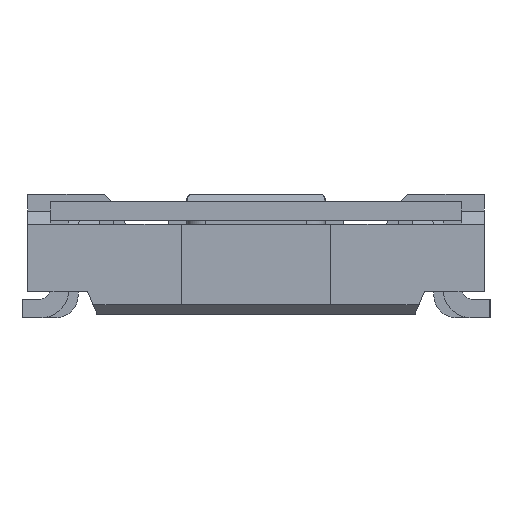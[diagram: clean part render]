
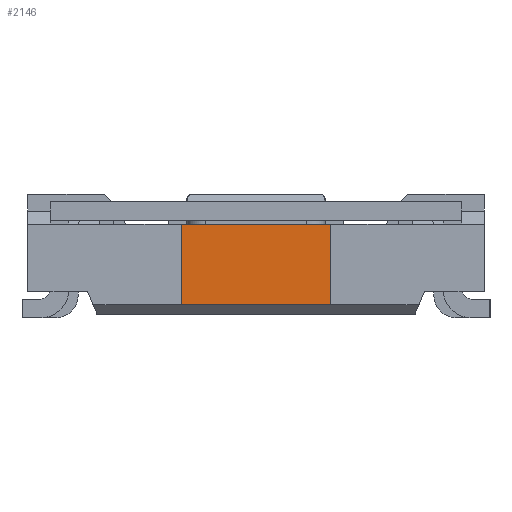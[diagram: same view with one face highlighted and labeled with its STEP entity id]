
A CAD part, left-side view. The second image highlights one B-rep face of the part: STEP entity #2146.
In plain terms, the highlighted planar face has unit normal (-1, 0, 0).
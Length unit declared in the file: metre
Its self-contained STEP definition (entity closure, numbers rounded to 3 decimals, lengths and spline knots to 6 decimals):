
#2146=ADVANCED_FACE('0:190',(#6004),#6005,.F.);
#6004=FACE_OUTER_BOUND('',#11267,.T.);
#6005=PLANE('',#11268);
#11267=EDGE_LOOP('',(#17810,#17811,#17812,#17813));
#11268=AXIS2_PLACEMENT_3D('',#17814,#17815,#17816);
#17810=ORIENTED_EDGE('',*,*,#31928,.T.);
#17811=ORIENTED_EDGE('',*,*,#31925,.F.);
#17812=ORIENTED_EDGE('',*,*,#31930,.F.);
#17813=ORIENTED_EDGE('',*,*,#31519,.T.);
#17814=CARTESIAN_POINT('',(-0.00511,0.00048,0.0004));
#17815=DIRECTION('',(1.0,0.0,0.0));
#17816=DIRECTION('',(0.0,1.0,-0.0));
#31519=EDGE_CURVE('0:4363',#37643,#37641,#37644,.T.);
#31925=EDGE_CURVE('0:5443',#38360,#38362,#38363,.T.);
#31928=EDGE_CURVE('0:5449',#37641,#38362,#38366,.T.);
#31930=EDGE_CURVE('0:5452',#37643,#38360,#38368,.T.);
#37641=VERTEX_POINT('',#46452);
#37643=VERTEX_POINT('',#46455);
#37644=LINE('',#46456,#46457);
#38360=VERTEX_POINT('',#47527);
#38362=VERTEX_POINT('',#47530);
#38363=LINE('',#47531,#47532);
#38366=LINE('',#47536,#47537);
#38368=LINE('',#47539,#47540);
#46452=CARTESIAN_POINT('',(-0.00511,0.00048,-0.0004));
#46455=CARTESIAN_POINT('',(-0.00511,0.00048,0.0004));
#46456=CARTESIAN_POINT('',(-0.00511,0.00048,0.0004));
#46457=VECTOR('',#58186,0.0008);
#47527=CARTESIAN_POINT('',(-0.00511,0.00005,0.0004));
#47530=CARTESIAN_POINT('',(-0.00511,0.00005,-0.0004));
#47531=CARTESIAN_POINT('',(-0.00511,0.00005,0.0004));
#47532=VECTOR('',#58554,0.0008);
#47536=CARTESIAN_POINT('',(-0.00511,0.00048,-0.0004));
#47537=VECTOR('',#58556,0.00043);
#47539=CARTESIAN_POINT('',(-0.00511,0.00048,0.0004));
#47540=VECTOR('',#58557,0.00043);
#58186=DIRECTION('',(0.0,0.0,-1.0));
#58554=DIRECTION('',(0.0,0.0,-1.0));
#58556=DIRECTION('',(0.0,-1.0,0.0));
#58557=DIRECTION('',(0.0,-1.0,0.0));
